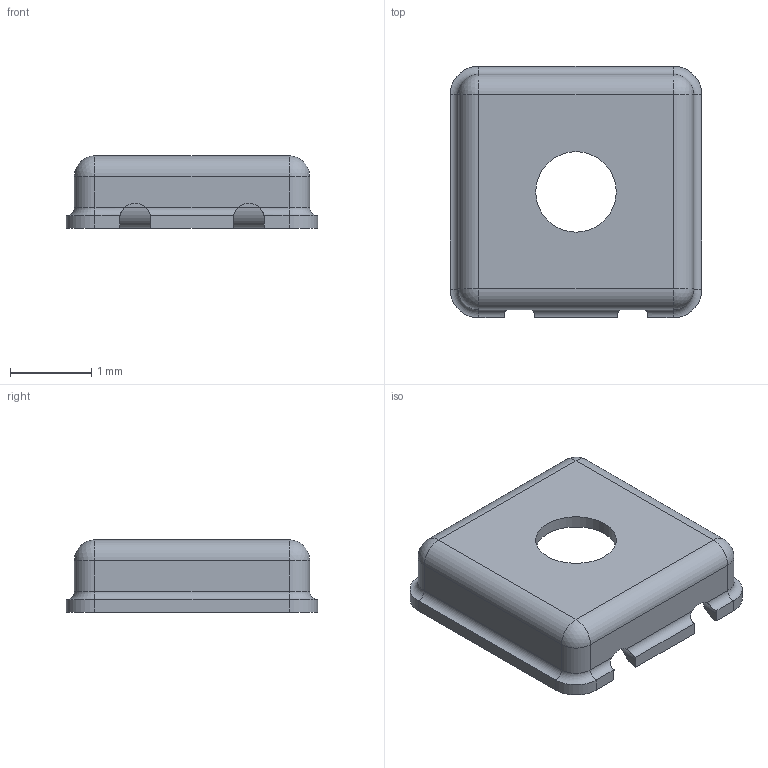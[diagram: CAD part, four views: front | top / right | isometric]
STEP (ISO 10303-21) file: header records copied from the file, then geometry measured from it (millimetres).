
FILE_DESCRIPTION(/* description */ ('Unknown'),/* implementation_level */ '2;1');
FILE_NAME(/* name */ 'H_Wurth_WE-SHC-ONE-PIECE_3690103021',/* time_stamp */ '2025-07-03T16:03:59+08:00',/* author */ ('Unknown'),/* organization */ ('Unknown'),/* preprocessor_version */ 'ST-DEVELOPER v19.4',/* originating_system */ 'Solid Edge',/* authorisation */ 'Unknown');
FILE_SCHEMA (('AUTOMOTIVE_DESIGN {1 0 10303 214 3 1 1}'));
Length unit declared in the file: millimetre
Products named in the file (2): H_Wurth_WE-SHC-ONE-PIECE_3690103021
Assembly tree (1 placements, depth 2):
  H_Wurth_WE-SHC-ONE-PIECE_3690103021
    H_Wurth_WE-SHC-ONE-PIECE_3690103021
Bounding box: 3.1 x 3.1 x 0.89 mm (x, y, z)
Volume: 2.2 mm3; surface area: 31.9 mm2
Topology: 1 solids, 1 shells, 71 faces, 156 edges, 87 vertices
Faces by surface type: cylinder 35, plane 20, torus 8, sphere 8
Full cylindrical faces by diameter (mm): 0.991 x1
Entity records: 2101 total; most frequent: CARTESIAN_POINT 487, DIRECTION 358, ORIENTED_EDGE 308, EDGE_CURVE 154, AXIS2_PLACEMENT_3D 143, VERTEX_POINT 86, EDGE_LOOP 74, FACE_BOUND 74
